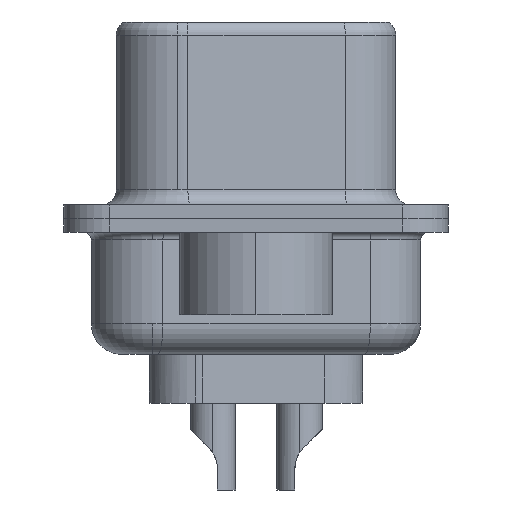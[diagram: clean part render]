
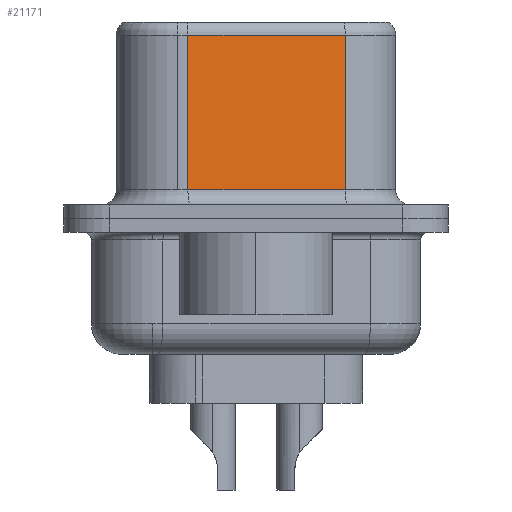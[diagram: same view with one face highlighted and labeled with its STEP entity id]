
A CAD part, left-side view. The second image highlights one B-rep face of the part: STEP entity #21171.
In plain terms, the highlighted planar face has unit normal (-0.985, -0.174, 0).
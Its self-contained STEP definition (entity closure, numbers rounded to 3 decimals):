
#7 = EDGE_CURVE ( 'NONE', #11864, #6154, #22266, .T. ) ;
#499 = EDGE_LOOP ( 'NONE', ( #21387, #12401, #9297, #14382 ) ) ;
#1315 = CARTESIAN_POINT ( 'NONE',  ( 3.67, 2.233, 6.02 ) ) ;
#2290 = CARTESIAN_POINT ( 'NONE',  ( 4.58, -2.927, 6.52 ) ) ;
#4389 = LINE ( 'NONE', #5351, #22488 ) ;
#4624 = CARTESIAN_POINT ( 'NONE',  ( 4.58, -2.927, 0.95 ) ) ;
#5351 = CARTESIAN_POINT ( 'NONE',  ( 3.67, 2.233, 6.52 ) ) ;
#5924 = VECTOR ( 'NONE', #13422, 1000. ) ;
#6100 = CARTESIAN_POINT ( 'NONE',  ( 3.67, 2.233, 0.95 ) ) ;
#6154 = VERTEX_POINT ( 'NONE', #4624 ) ;
#7123 = CARTESIAN_POINT ( 'NONE',  ( 4.58, -2.927, 6.52 ) ) ;
#9297 = ORIENTED_EDGE ( 'NONE', *, *, #21743, .T. ) ;
#9412 = DIRECTION ( 'NONE',  ( -0.174, 0.985, 0. ) ) ;
#9484 = EDGE_CURVE ( 'NONE', #11295, #6154, #14711, .T. ) ;
#10100 = VECTOR ( 'NONE', #17200, 1000. ) ;
#11295 = VERTEX_POINT ( 'NONE', #6100 ) ;
#11723 = CARTESIAN_POINT ( 'NONE',  ( 4.58, -2.927, 6.02 ) ) ;
#11864 = VERTEX_POINT ( 'NONE', #20255 ) ;
#12055 = CARTESIAN_POINT ( 'NONE',  ( 4.58, -2.927, 0.95 ) ) ;
#12401 = ORIENTED_EDGE ( 'NONE', *, *, #17877, .T. ) ;
#13214 = FACE_OUTER_BOUND ( 'NONE', #499, .T. ) ;
#13422 = DIRECTION ( 'NONE',  ( -0.174, 0.985, 0. ) ) ;
#14382 = ORIENTED_EDGE ( 'NONE', *, *, #9484, .T. ) ;
#14565 = PLANE ( 'NONE',  #18614 ) ;
#14711 = LINE ( 'NONE', #12055, #10100 ) ;
#17200 = DIRECTION ( 'NONE',  ( 0.174, -0.985, 0. ) ) ;
#17496 = DIRECTION ( 'NONE',  ( 0., 0., -1. ) ) ;
#17528 = VECTOR ( 'NONE', #17496, 1000. ) ;
#17877 = EDGE_CURVE ( 'NONE', #11864, #20307, #21571, .T. ) ;
#18614 = AXIS2_PLACEMENT_3D ( 'NONE', #2290, #19858, #9412 ) ;
#19858 = DIRECTION ( 'NONE',  ( 0.985, 0.174, 0. ) ) ;
#20255 = CARTESIAN_POINT ( 'NONE',  ( 4.58, -2.927, 6.02 ) ) ;
#20307 = VERTEX_POINT ( 'NONE', #1315 ) ;
#21152 = DIRECTION ( 'NONE',  ( 0., 0., -1. ) ) ;
#21171 = ADVANCED_FACE ( 'NONE', ( #13214 ), #14565, .F. ) ;
#21387 = ORIENTED_EDGE ( 'NONE', *, *, #7, .F. ) ;
#21571 = LINE ( 'NONE', #11723, #5924 ) ;
#21743 = EDGE_CURVE ( 'NONE', #20307, #11295, #4389, .T. ) ;
#22266 = LINE ( 'NONE', #7123, #17528 ) ;
#22488 = VECTOR ( 'NONE', #21152, 1000. ) ;
